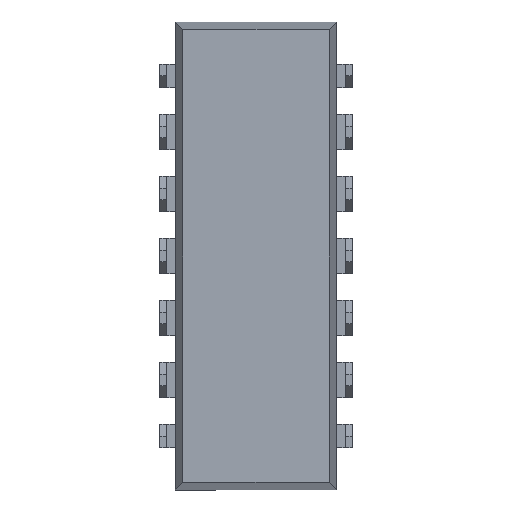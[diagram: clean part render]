
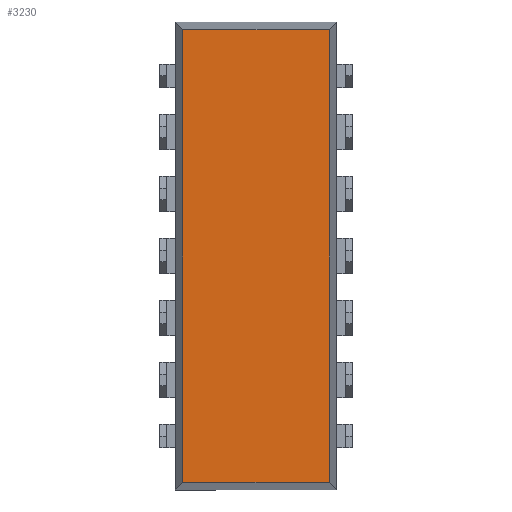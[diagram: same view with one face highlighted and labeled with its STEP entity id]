
A CAD part, front view. The second image highlights one B-rep face of the part: STEP entity #3230.
In plain terms, the highlighted planar face has unit normal (0, -1, 0).
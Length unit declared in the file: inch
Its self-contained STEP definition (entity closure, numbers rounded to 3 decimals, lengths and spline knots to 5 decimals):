
#75 = VERTEX_POINT ( 'NONE', #764 ) ;
#192 = DIRECTION ( 'NONE',  ( -1., 0., 0. ) ) ;
#271 = LINE ( 'NONE', #2652, #2544 ) ;
#419 = LINE ( 'NONE', #1212, #4291 ) ;
#485 = LINE ( 'NONE', #4480, #4920 ) ;
#764 = CARTESIAN_POINT ( 'NONE',  ( 0.11789, 0.015, 0.36539 ) ) ;
#799 = FACE_OUTER_BOUND ( 'NONE', #5855, .T. ) ;
#809 = CARTESIAN_POINT ( 'NONE',  ( -0.11789, 0.015, 0.36539 ) ) ;
#1023 = DIRECTION ( 'NONE',  ( 1., 0., 0. ) ) ;
#1212 = CARTESIAN_POINT ( 'NONE',  ( 0.13, 0.015, 0.36539 ) ) ;
#1632 = PLANE ( 'NONE',  #4896 ) ;
#1734 = EDGE_CURVE ( 'NONE', #2018, #2989, #4385, .T. ) ;
#2018 = VERTEX_POINT ( 'NONE', #809 ) ;
#2159 = CARTESIAN_POINT ( 'NONE',  ( -0.11789, 0.015, 0.3775 ) ) ;
#2544 = VECTOR ( 'NONE', #5140, 39.37008 ) ;
#2649 = ORIENTED_EDGE ( 'NONE', *, *, #1734, .T. ) ;
#2652 = CARTESIAN_POINT ( 'NONE',  ( 0.11789, 0.015, -0.3775 ) ) ;
#2831 = ORIENTED_EDGE ( 'NONE', *, *, #6434, .T. ) ;
#2989 = VERTEX_POINT ( 'NONE', #5486 ) ;
#2998 = CARTESIAN_POINT ( 'NONE',  ( 0.11789, 0.015, -0.36539 ) ) ;
#3143 = DIRECTION ( 'NONE',  ( 1., 0., 0. ) ) ;
#3185 = DIRECTION ( 'NONE',  ( 0., -1., 0. ) ) ;
#3230 = ADVANCED_FACE ( 'NONE', ( #799 ), #1632, .T. ) ;
#3548 = ORIENTED_EDGE ( 'NONE', *, *, #4208, .T. ) ;
#4195 = DIRECTION ( 'NONE',  ( 0., 0., -1. ) ) ;
#4208 = EDGE_CURVE ( 'NONE', #2989, #5560, #485, .T. ) ;
#4291 = VECTOR ( 'NONE', #192, 39.37008 ) ;
#4385 = LINE ( 'NONE', #2159, #4628 ) ;
#4480 = CARTESIAN_POINT ( 'NONE',  ( -0.13, 0.015, -0.36539 ) ) ;
#4602 = ORIENTED_EDGE ( 'NONE', *, *, #6505, .T. ) ;
#4628 = VECTOR ( 'NONE', #4195, 39.37008 ) ;
#4896 = AXIS2_PLACEMENT_3D ( 'NONE', #5156, #3185, #3143 ) ;
#4920 = VECTOR ( 'NONE', #1023, 39.37008 ) ;
#5140 = DIRECTION ( 'NONE',  ( 0., 0., 1. ) ) ;
#5156 = CARTESIAN_POINT ( 'NONE',  ( 0., 0.015, 0. ) ) ;
#5486 = CARTESIAN_POINT ( 'NONE',  ( -0.11789, 0.015, -0.36539 ) ) ;
#5560 = VERTEX_POINT ( 'NONE', #2998 ) ;
#5855 = EDGE_LOOP ( 'NONE', ( #2831, #4602, #2649, #3548 ) ) ;
#6434 = EDGE_CURVE ( 'NONE', #5560, #75, #271, .T. ) ;
#6505 = EDGE_CURVE ( 'NONE', #75, #2018, #419, .T. ) ;
